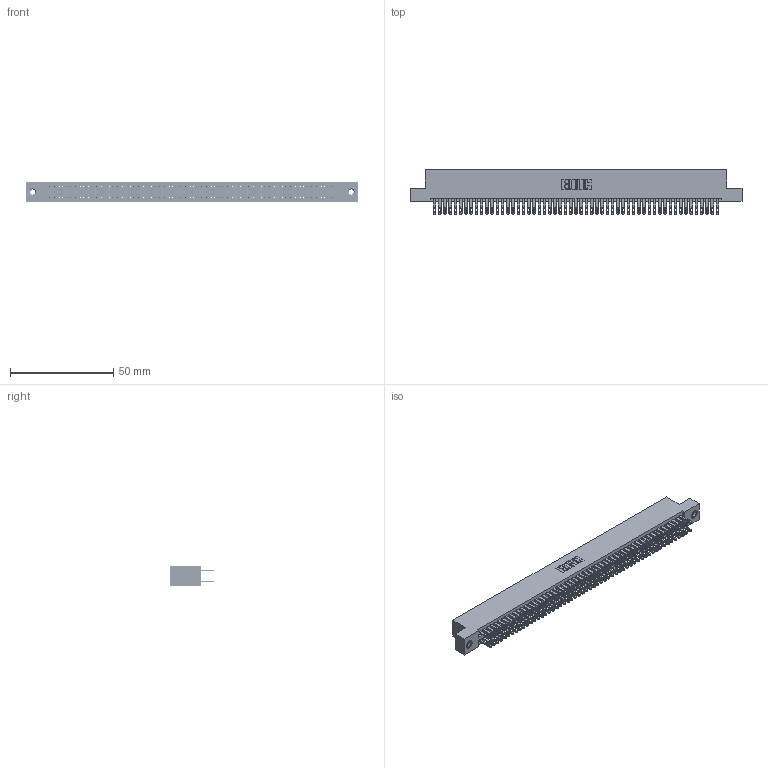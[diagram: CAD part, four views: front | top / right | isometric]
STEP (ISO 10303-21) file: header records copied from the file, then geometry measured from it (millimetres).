
FILE_DESCRIPTION (( 'STEP AP203' ), '1' );
FILE_NAME ('345-110-500-207.STEP', '2018-10-07T08:41:13', ( '' ), ( '' ), 'SwSTEP 2.0', 'SolidWorks 2016', '' );
FILE_SCHEMA (( 'CONFIG_CONTROL_DESIGN' ));
Length unit declared in the file: inch
Products named in the file (4): 345-292-001_345-293-100; 345-250-001_345-250-005-103; 345-110-500-207; 345 Part_Flush Mounting Lugs - 0.156 Dia-TI
Assembly tree (113 placements, depth 2):
  345-110-500-207
    345 Part_Flush Mounting Lugs - 0.156 Dia-TI
    345-292-001_345-293-100  x110
    345-250-001_345-250-005-103  x2
Bounding box: 160.91 x 21.51 x 9.4 mm (x, y, z)
Volume: 16074.2 mm3; surface area: 25161.9 mm2
Topology: 113 solids, 113 shells, 5246 faces, 15987 edges, 10650 vertices
Faces by surface type: plane 3082, cylinder 2148, cone 12, torus 4
Entity records: 42520 total; most frequent: CARTESIAN_POINT 7095, ORIENTED_EDGE 7022, DIRECTION 6269, EDGE_CURVE 3511, VECTOR 3135, LINE 3135, VERTEX_POINT 2336, AXIS2_PLACEMENT_3D 1567
